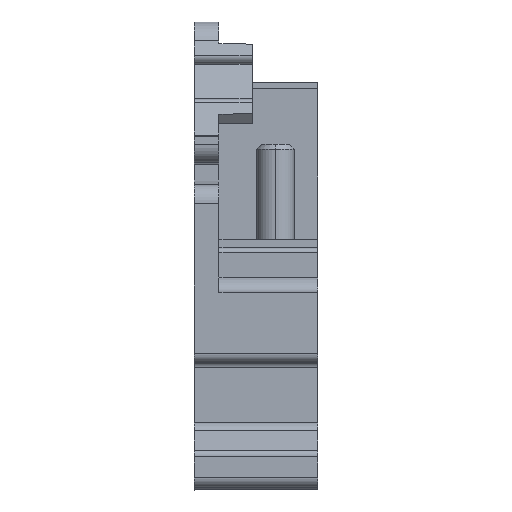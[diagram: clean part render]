
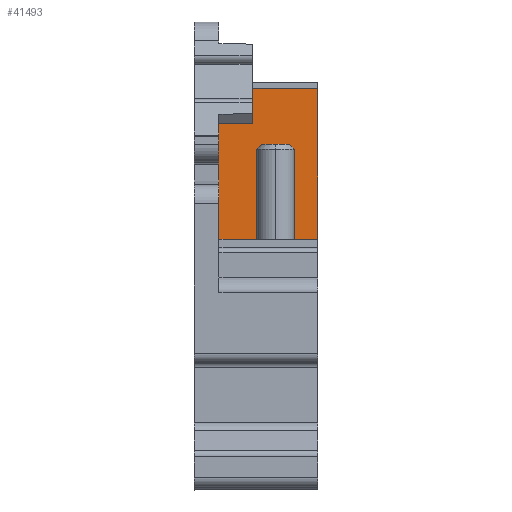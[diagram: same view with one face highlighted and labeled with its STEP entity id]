
A CAD part, left-side view. The second image highlights one B-rep face of the part: STEP entity #41493.
In plain terms, the highlighted planar face has unit normal (-1, 0, 0).
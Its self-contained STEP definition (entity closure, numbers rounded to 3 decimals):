
#2246 = CARTESIAN_POINT ( 'NONE',  ( -34.4, 10.4, 19.8 ) ) ;
#2987 = CARTESIAN_POINT ( 'NONE',  ( -34.4, 10.4, 35.7 ) ) ;
#3859 = CARTESIAN_POINT ( 'NONE',  ( -34.4, 0., 35.7 ) ) ;
#4194 = VERTEX_POINT ( 'NONE', #13661 ) ;
#4686 = EDGE_LOOP ( 'NONE', ( #32601, #5546, #6556, #39062 ) ) ;
#5546 = ORIENTED_EDGE ( 'NONE', *, *, #18037, .T. ) ;
#6418 = LINE ( 'NONE', #20495, #28191 ) ;
#6437 = VECTOR ( 'NONE', #25952, 1000. ) ;
#6556 = ORIENTED_EDGE ( 'NONE', *, *, #9857, .T. ) ;
#8645 = CARTESIAN_POINT ( 'NONE',  ( -34.4, 10.4, 19.8 ) ) ;
#8695 = PLANE ( 'NONE',  #16151 ) ;
#8819 = LINE ( 'NONE', #2246, #6437 ) ;
#9130 = DIRECTION ( 'NONE',  ( 0., 0., 1. ) ) ;
#9857 = EDGE_CURVE ( 'NONE', #25030, #4194, #8819, .T. ) ;
#10917 = LINE ( 'NONE', #37634, #39298 ) ;
#12421 = FACE_OUTER_BOUND ( 'NONE', #4686, .T. ) ;
#13661 = CARTESIAN_POINT ( 'NONE',  ( -34.4, 0., 19.8 ) ) ;
#16151 = AXIS2_PLACEMENT_3D ( 'NONE', #42469, #35360, #9130 ) ;
#18037 = EDGE_CURVE ( 'NONE', #29653, #25030, #10917, .T. ) ;
#20495 = CARTESIAN_POINT ( 'NONE',  ( -34.4, 0., 19.8 ) ) ;
#21225 = LINE ( 'NONE', #3859, #27914 ) ;
#22776 = EDGE_CURVE ( 'NONE', #29531, #4194, #6418, .T. ) ;
#23969 = DIRECTION ( 'NONE',  ( 0., 0., -1. ) ) ;
#24312 = DIRECTION ( 'NONE',  ( 0., 0., -1. ) ) ;
#25030 = VERTEX_POINT ( 'NONE', #8645 ) ;
#25952 = DIRECTION ( 'NONE',  ( 0., -1., 0. ) ) ;
#27914 = VECTOR ( 'NONE', #33985, 1000. ) ;
#28191 = VECTOR ( 'NONE', #23969, 1000. ) ;
#29531 = VERTEX_POINT ( 'NONE', #35120 ) ;
#29653 = VERTEX_POINT ( 'NONE', #2987 ) ;
#32601 = ORIENTED_EDGE ( 'NONE', *, *, #40250, .T. ) ;
#33985 = DIRECTION ( 'NONE',  ( 0., 1., 0. ) ) ;
#35120 = CARTESIAN_POINT ( 'NONE',  ( -34.4, 0., 35.7 ) ) ;
#35360 = DIRECTION ( 'NONE',  ( -1., 0., 0. ) ) ;
#37634 = CARTESIAN_POINT ( 'NONE',  ( -34.4, 10.4, 19.8 ) ) ;
#39062 = ORIENTED_EDGE ( 'NONE', *, *, #22776, .F. ) ;
#39298 = VECTOR ( 'NONE', #24312, 1000. ) ;
#40250 = EDGE_CURVE ( 'NONE', #29531, #29653, #21225, .T. ) ;
#41493 = ADVANCED_FACE ( 'NONE', ( #12421 ), #8695, .T. ) ;
#42469 = CARTESIAN_POINT ( 'NONE',  ( -34.4, 10.4, 19.8 ) ) ;
